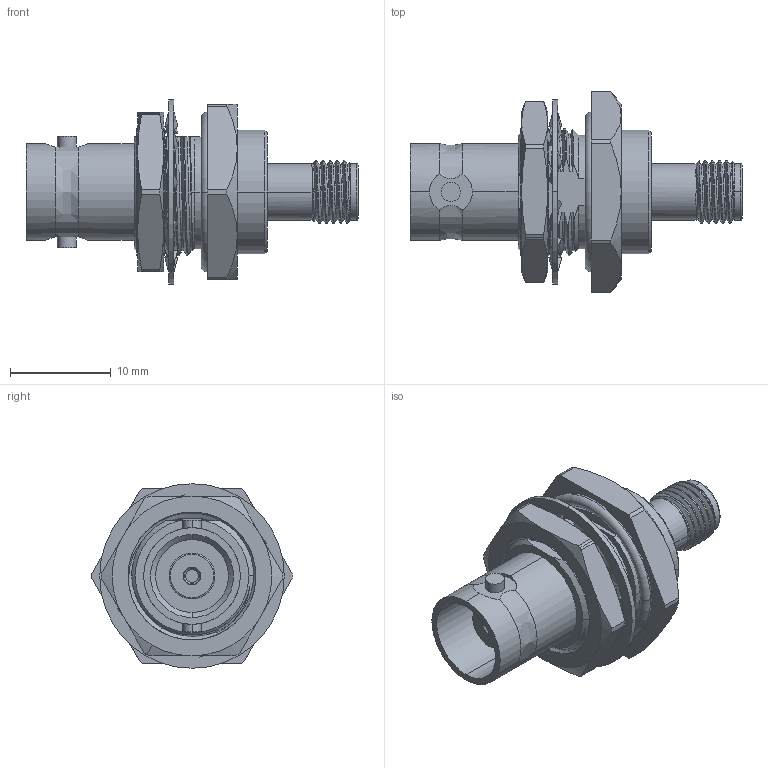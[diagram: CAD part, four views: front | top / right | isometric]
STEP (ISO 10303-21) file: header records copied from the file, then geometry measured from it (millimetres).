
FILE_DESCRIPTION (( 'STEP AP214' ), '1' );
FILE_NAME ('SM4714_3D.step', '2023-10-31T15:38:58', ( '' ), ( '' ), 'SwSTEP 2.0', 'SolidWorks 2022', '' );
FILE_SCHEMA (( 'AUTOMOTIVE_DESIGN' ));
Length unit declared in the file: inch
Products named in the file (1): SM4714_3D
Bounding box: 33 x 19.91 x 18.34 mm (x, y, z)
Volume: 2809.3 mm3; surface area: 3160 mm2
Topology: 4 solids, 4 shells, 300 faces, 834 edges, 552 vertices
Faces by surface type: cylinder 100, bspline 71, plane 69, cone 52, torus 8
Entity records: 20447 total; most frequent: CARTESIAN_POINT 13404, ORIENTED_EDGE 1668, DIRECTION 1212, EDGE_CURVE 834, VERTEX_POINT 552, AXIS2_PLACEMENT_3D 464, EDGE_LOOP 316, ADVANCED_FACE 300
